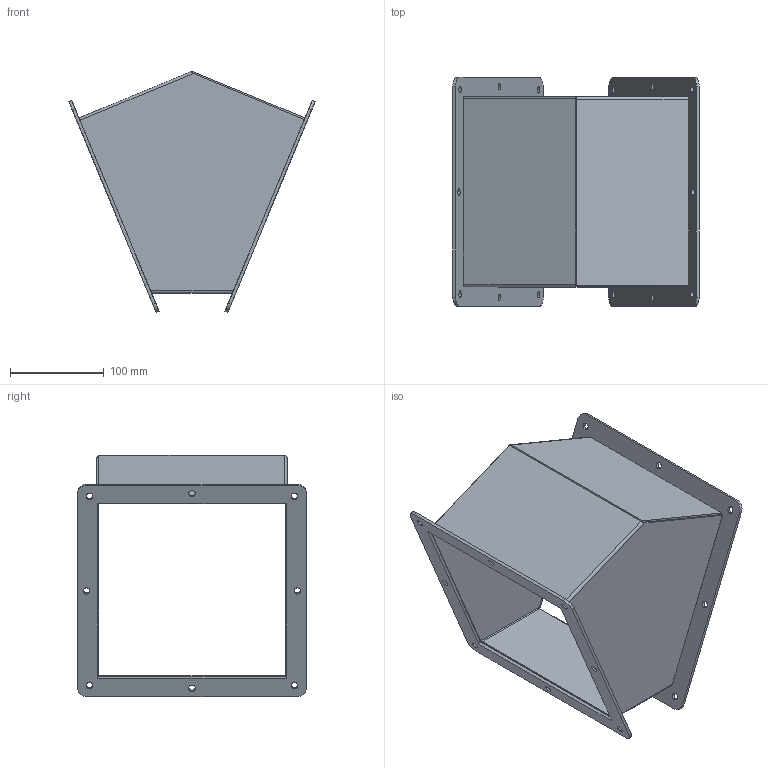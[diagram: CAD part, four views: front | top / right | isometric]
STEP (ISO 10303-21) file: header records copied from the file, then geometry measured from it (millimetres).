
FILE_DESCRIPTION (( 'STEP AP203' ), '1' );
FILE_NAME ('1487E4P.step', '2024-04-25T14:38:46', ( '' ), ( '' ), 'SwSTEP 2.0', 'SolidWorks 2023', '' );
FILE_SCHEMA (( 'CONFIG_CONTROL_DESIGN' ));
Length unit declared in the file: inch
Products named in the file (1): 1487E4P
Bounding box: 263.48 x 244.55 x 257.83 mm (x, y, z)
Volume: 378403.2 mm3; surface area: 375728.1 mm2
Topology: 3 solids, 3 shells, 94 faces, 256 edges, 168 vertices
Faces by surface type: cylinder 48, plane 42, bspline 4
Entity records: 3267 total; most frequent: CARTESIAN_POINT 691, DIRECTION 518, ORIENTED_EDGE 512, EDGE_CURVE 256, AXIS2_PLACEMENT_3D 183, VERTEX_POINT 168, VECTOR 152, LINE 152
